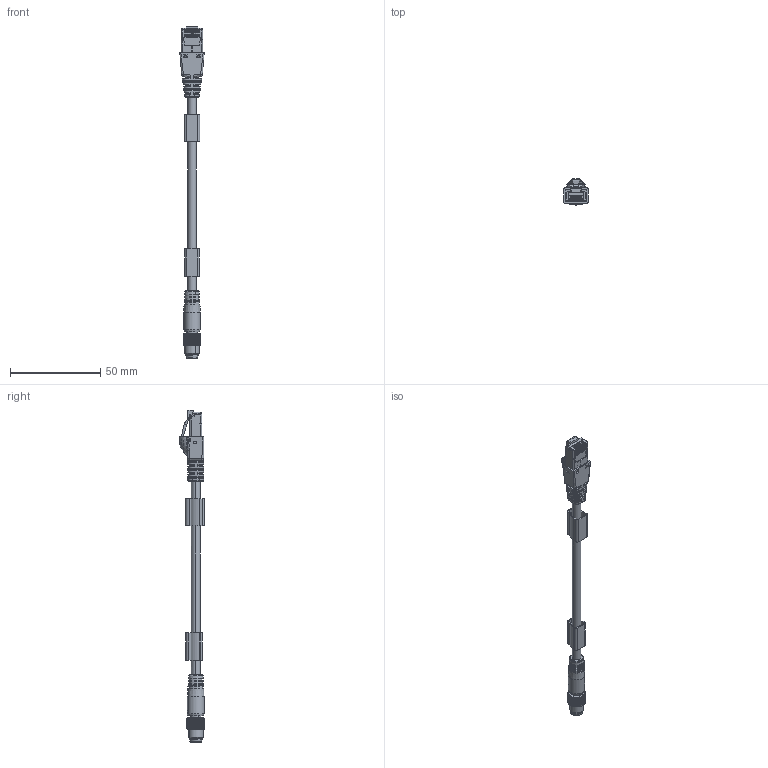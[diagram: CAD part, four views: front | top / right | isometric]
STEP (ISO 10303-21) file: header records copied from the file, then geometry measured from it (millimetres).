
FILE_DESCRIPTION(('CATIA V5 STEP Exchange','CAx-IF Rec.Pracs.--- Model Styling and Organization---1.5--- 2016-08-15','CAx-IF Rec.Pracs.---Supplemental Geometry---1.0---2011-11-01','CAx-IF Rec.Pracs.--- Composite Materials ---1.1---2010-07-15'),'2;1');
FILE_NAME ('196963-2_0', '2025-06-26T08:48:44+00:00', ('none'), ('Weidmueller'), 'CATIA Version 5-6 Release 2022 SP4 HF5', 'CATIA V5 STEP AP214 v3', 'none');
FILE_SCHEMA(('AUTOMOTIVE_DESIGN { 1 0 10303 214 1 1 1 1 }'));
Products named in the file (1): 1201210000
Bounding box: 13.4 x 14.1 x 183.6 mm (x, y, z)
Volume: 6647.2 mm3; surface area: 10553.4 mm2
Topology: 4 solids, 9 shells, 2247 faces, 6331 edges, 4037 vertices
Faces by surface type: plane 1183, cylinder 709, bspline 170, cone 80, torus 79, sphere 22, revolution 4
Entity records: 79711 total; most frequent: CARTESIAN_POINT 24534, ORIENTED_EDGE 12616, DIRECTION 8486, EDGE_CURVE 6308, VERTEX_POINT 4037, VECTOR 3897, LINE 3897, AXIS2_PLACEMENT_3D 2743
